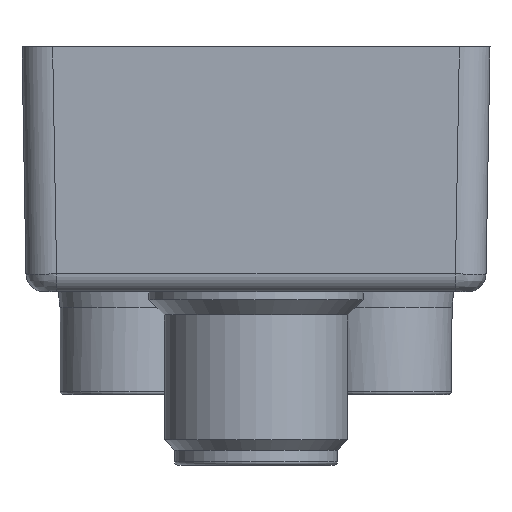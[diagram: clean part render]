
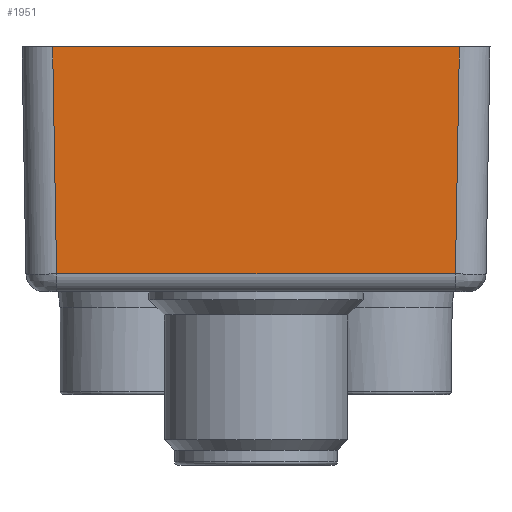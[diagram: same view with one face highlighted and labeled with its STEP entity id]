
A CAD part, front view. The second image highlights one B-rep face of the part: STEP entity #1951.
In plain terms, the highlighted planar face has unit normal (0, -1, -0.018).
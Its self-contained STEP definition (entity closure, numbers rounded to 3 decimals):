
#466=PLANE('',#12741);
#1115=FACE_OUTER_BOUND('',#3672,.T.);
#1951=ADVANCED_FACE('',(#1115),#466,.F.);
#3672=EDGE_LOOP('',(#8088,#8089,#8090,#8091));
#4608=LINE('',#31275,#5236);
#4626=LINE('',#31470,#5254);
#4628=LINE('',#31473,#5256);
#4629=LINE('',#31475,#5257);
#5236=VECTOR('',#15738,1.);
#5254=VECTOR('',#15834,1.);
#5256=VECTOR('',#15838,1.);
#5257=VECTOR('',#15839,1.);
#8088=ORIENTED_EDGE('',*,*,#10849,.T.);
#8089=ORIENTED_EDGE('',*,*,#10893,.T.);
#8090=ORIENTED_EDGE('',*,*,#10895,.T.);
#8091=ORIENTED_EDGE('',*,*,#10896,.T.);
#9333=VERTEX_POINT('',#31253);
#9337=VERTEX_POINT('',#31276);
#9364=VERTEX_POINT('',#31468);
#9366=VERTEX_POINT('',#31474);
#10849=EDGE_CURVE('',#9337,#9333,#4608,.T.);
#10893=EDGE_CURVE('',#9333,#9364,#4626,.T.);
#10895=EDGE_CURVE('',#9364,#9366,#4628,.T.);
#10896=EDGE_CURVE('',#9366,#9337,#4629,.T.);
#12741=AXIS2_PLACEMENT_3D('',#31476,#15840,#15841);
#15738=DIRECTION('',(1.,0.,0.));
#15834=DIRECTION('',(0.017,-0.017,1.));
#15838=DIRECTION('',(-1.,0.,0.));
#15839=DIRECTION('',(0.017,0.017,-1.));
#15840=DIRECTION('',(0.,1.,0.017));
#15841=DIRECTION('',(0.,0.017,-1.));
#31253=CARTESIAN_POINT('',(-1.979,2.38,1.179));
#31275=CARTESIAN_POINT('',(0.,2.38,1.179));
#31276=CARTESIAN_POINT('',(-28.021,2.38,1.179));
#31468=CARTESIAN_POINT('',(-1.72,2.121,16.));
#31470=CARTESIAN_POINT('',(-1.998,2.399,0.077));
#31473=CARTESIAN_POINT('',(0.,2.121,16.));
#31474=CARTESIAN_POINT('',(-28.28,2.121,16.));
#31475=CARTESIAN_POINT('',(-27.993,2.408,-0.447));
#31476=CARTESIAN_POINT('',(0.,2.4,0.042));
